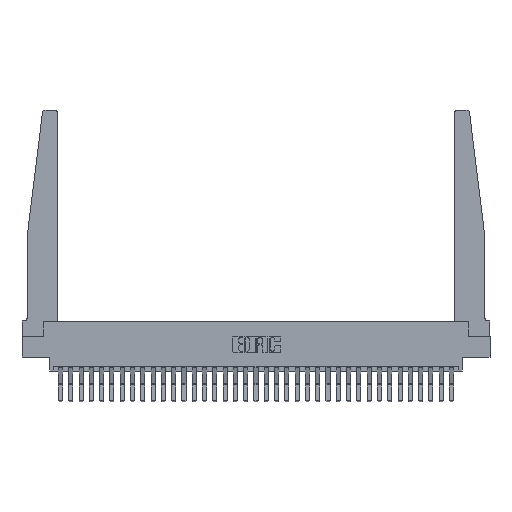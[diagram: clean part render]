
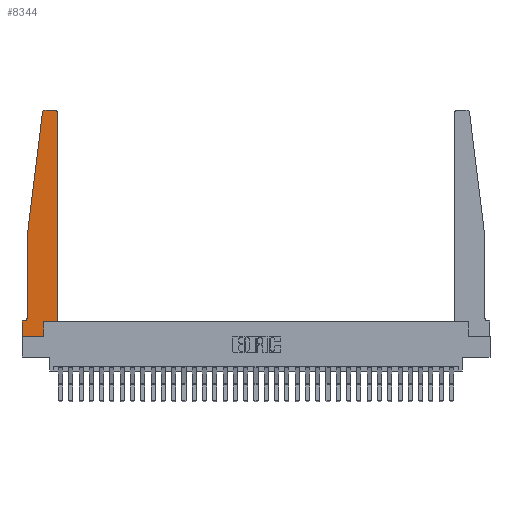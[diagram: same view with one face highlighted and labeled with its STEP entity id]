
A CAD part, top view. The second image highlights one B-rep face of the part: STEP entity #8344.
In plain terms, the highlighted planar face has unit normal (0, 0, 1).
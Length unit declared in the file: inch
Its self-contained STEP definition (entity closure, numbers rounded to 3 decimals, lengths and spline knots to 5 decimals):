
#205 = EDGE_CURVE ( 'NONE', #8976, #7243, #4405, .T. ) ;
#764 = CARTESIAN_POINT ( 'NONE',  ( 0.2605, 0., 0.37 ) ) ;
#1575 = CARTESIAN_POINT ( 'NONE',  ( 0.395, 2.75, 0.37 ) ) ;
#1649 = DIRECTION ( 'NONE',  ( 1., 0., 0. ) ) ;
#1787 = EDGE_CURVE ( 'NONE', #5643, #6413, #14786, .T. ) ;
#1965 = DIRECTION ( 'NONE',  ( 0., 0., 1. ) ) ;
#2262 = ORIENTED_EDGE ( 'NONE', *, *, #18304, .T. ) ;
#2441 = ORIENTED_EDGE ( 'NONE', *, *, #30248, .T. ) ;
#2460 = ORIENTED_EDGE ( 'NONE', *, *, #1787, .T. ) ;
#2695 = LINE ( 'NONE', #22345, #21031 ) ;
#3358 = LINE ( 'NONE', #24002, #27976 ) ;
#3701 = EDGE_CURVE ( 'NONE', #28902, #19081, #2695, .T. ) ;
#3798 = CARTESIAN_POINT ( 'NONE',  ( 0., 0., 0.37 ) ) ;
#4088 = ORIENTED_EDGE ( 'NONE', *, *, #3701, .T. ) ;
#4405 = LINE ( 'NONE', #18842, #28975 ) ;
#5222 = VERTEX_POINT ( 'NONE', #23731 ) ;
#5276 = CARTESIAN_POINT ( 'NONE',  ( 0.015, 0.1875, 0.37 ) ) ;
#5304 = CARTESIAN_POINT ( 'NONE',  ( 0.065, 0.2375, 0.37 ) ) ;
#5643 = VERTEX_POINT ( 'NONE', #25580 ) ;
#5676 = ORIENTED_EDGE ( 'NONE', *, *, #10140, .T. ) ;
#5689 = CARTESIAN_POINT ( 'NONE',  ( 0.425, 2.72, 0.37 ) ) ;
#5905 = EDGE_CURVE ( 'NONE', #7243, #5643, #3358, .T. ) ;
#6413 = VERTEX_POINT ( 'NONE', #30805 ) ;
#7243 = VERTEX_POINT ( 'NONE', #764 ) ;
#7276 = LINE ( 'NONE', #10900, #25595 ) ;
#7681 = CARTESIAN_POINT ( 'NONE',  ( 0.065, 0.1875, 0.37 ) ) ;
#8026 = CARTESIAN_POINT ( 'NONE',  ( 0.065, 1.25, 0.37 ) ) ;
#8344 = ADVANCED_FACE ( 'NONE', ( #25093 ), #30173, .T. ) ;
#8420 = VECTOR ( 'NONE', #10553, 39.37008 ) ;
#8518 = EDGE_LOOP ( 'NONE', ( #4088, #29873, #2262, #5676, #29671, #27091, #2441, #15660, #17344, #2460, #10997, #19401 ) ) ;
#8971 = AXIS2_PLACEMENT_3D ( 'NONE', #16290, #1965, #18677 ) ;
#8976 = VERTEX_POINT ( 'NONE', #3798 ) ;
#10090 = DIRECTION ( 'NONE',  ( -1., 0., 0. ) ) ;
#10140 = EDGE_CURVE ( 'NONE', #26514, #22000, #29093, .T. ) ;
#10432 = DIRECTION ( 'NONE',  ( -0.122, -0.992, 0. ) ) ;
#10522 = AXIS2_PLACEMENT_3D ( 'NONE', #28283, #14069, #30670 ) ;
#10553 = DIRECTION ( 'NONE',  ( 1., 0., 0. ) ) ;
#10900 = CARTESIAN_POINT ( 'NONE',  ( 0., 0., 0.37 ) ) ;
#10997 = ORIENTED_EDGE ( 'NONE', *, *, #14805, .T. ) ;
#11157 = CARTESIAN_POINT ( 'NONE',  ( 0., 0.1875, 0.37 ) ) ;
#11170 = EDGE_CURVE ( 'NONE', #24673, #28902, #22753, .T. ) ;
#11433 = VERTEX_POINT ( 'NONE', #5276 ) ;
#11669 = LINE ( 'NONE', #7681, #24334 ) ;
#11676 = CARTESIAN_POINT ( 'NONE',  ( 0.395, 2.72, 0.37 ) ) ;
#12668 = CARTESIAN_POINT ( 'NONE',  ( 0.065, 1.25, 0.37 ) ) ;
#12997 = AXIS2_PLACEMENT_3D ( 'NONE', #11157, #15970, #1649 ) ;
#13994 = CARTESIAN_POINT ( 'NONE',  ( 0.425, 0.18, 0.37 ) ) ;
#14069 = DIRECTION ( 'NONE',  ( 0., 0., -1. ) ) ;
#14075 = DIRECTION ( 'NONE',  ( 1., 0., 0. ) ) ;
#14531 = DIRECTION ( 'NONE',  ( 0., 1., 0. ) ) ;
#14628 = AXIS2_PLACEMENT_3D ( 'NONE', #11676, #28293, #14075 ) ;
#14786 = LINE ( 'NONE', #22460, #8420 ) ;
#14805 = EDGE_CURVE ( 'NONE', #6413, #24673, #30451, .T. ) ;
#15660 = ORIENTED_EDGE ( 'NONE', *, *, #205, .T. ) ;
#15970 = DIRECTION ( 'NONE',  ( 0., 0., 1. ) ) ;
#16290 = CARTESIAN_POINT ( 'NONE',  ( 0.27653, 2.72, 0.37 ) ) ;
#17068 = VECTOR ( 'NONE', #23542, 39.37008 ) ;
#17108 = CARTESIAN_POINT ( 'NONE',  ( 0.24675, 2.72367, 0.37 ) ) ;
#17344 = ORIENTED_EDGE ( 'NONE', *, *, #5905, .T. ) ;
#18304 = EDGE_CURVE ( 'NONE', #21226, #26514, #19476, .T. ) ;
#18595 = CARTESIAN_POINT ( 'NONE',  ( 0.27653, 2.75, 0.37 ) ) ;
#18607 = EDGE_CURVE ( 'NONE', #19081, #21226, #29465, .T. ) ;
#18677 = DIRECTION ( 'NONE',  ( 1., 0., 0. ) ) ;
#18842 = CARTESIAN_POINT ( 'NONE',  ( 0., 0., 0.37 ) ) ;
#19081 = VERTEX_POINT ( 'NONE', #18595 ) ;
#19401 = ORIENTED_EDGE ( 'NONE', *, *, #11170, .T. ) ;
#19476 = LINE ( 'NONE', #8026, #25798 ) ;
#21031 = VECTOR ( 'NONE', #29371, 39.37008 ) ;
#21226 = VERTEX_POINT ( 'NONE', #17108 ) ;
#22000 = VERTEX_POINT ( 'NONE', #5304 ) ;
#22345 = CARTESIAN_POINT ( 'NONE',  ( 0.25, 2.75, 0.37 ) ) ;
#22460 = CARTESIAN_POINT ( 'NONE',  ( 0.425, 0.18, 0.37 ) ) ;
#22753 = CIRCLE ( 'NONE', #14628, 0.03 ) ;
#23542 = DIRECTION ( 'NONE',  ( 0., 1., 0. ) ) ;
#23544 = VECTOR ( 'NONE', #29288, 39.37008 ) ;
#23731 = CARTESIAN_POINT ( 'NONE',  ( 0., 0.1875, 0.37 ) ) ;
#24002 = CARTESIAN_POINT ( 'NONE',  ( 0.2605, 0.18, 0.37 ) ) ;
#24334 = VECTOR ( 'NONE', #10090, 39.37008 ) ;
#24673 = VERTEX_POINT ( 'NONE', #5689 ) ;
#25093 = FACE_OUTER_BOUND ( 'NONE', #8518, .T. ) ;
#25580 = CARTESIAN_POINT ( 'NONE',  ( 0.2605, 0.18, 0.37 ) ) ;
#25595 = VECTOR ( 'NONE', #29925, 39.37008 ) ;
#25798 = VECTOR ( 'NONE', #10432, 39.37008 ) ;
#26277 = EDGE_CURVE ( 'NONE', #11433, #5222, #11669, .T. ) ;
#26514 = VERTEX_POINT ( 'NONE', #27672 ) ;
#27091 = ORIENTED_EDGE ( 'NONE', *, *, #26277, .T. ) ;
#27672 = CARTESIAN_POINT ( 'NONE',  ( 0.065, 1.25, 0.37 ) ) ;
#27840 = CIRCLE ( 'NONE', #10522, 0.05 ) ;
#27976 = VECTOR ( 'NONE', #14531, 39.37008 ) ;
#28283 = CARTESIAN_POINT ( 'NONE',  ( 0.015, 0.2375, 0.37 ) ) ;
#28293 = DIRECTION ( 'NONE',  ( 0., 0., 1. ) ) ;
#28364 = DIRECTION ( 'NONE',  ( 1., 0., 0. ) ) ;
#28902 = VERTEX_POINT ( 'NONE', #1575 ) ;
#28975 = VECTOR ( 'NONE', #28364, 39.37008 ) ;
#29093 = LINE ( 'NONE', #12668, #23544 ) ;
#29288 = DIRECTION ( 'NONE',  ( 0., -1., 0. ) ) ;
#29371 = DIRECTION ( 'NONE',  ( -1., 0., 0. ) ) ;
#29465 = CIRCLE ( 'NONE', #8971, 0.03 ) ;
#29671 = ORIENTED_EDGE ( 'NONE', *, *, #29721, .T. ) ;
#29721 = EDGE_CURVE ( 'NONE', #22000, #11433, #27840, .T. ) ;
#29873 = ORIENTED_EDGE ( 'NONE', *, *, #18607, .T. ) ;
#29925 = DIRECTION ( 'NONE',  ( 0., -1., 0. ) ) ;
#30173 = PLANE ( 'NONE',  #12997 ) ;
#30248 = EDGE_CURVE ( 'NONE', #5222, #8976, #7276, .T. ) ;
#30451 = LINE ( 'NONE', #13994, #17068 ) ;
#30670 = DIRECTION ( 'NONE',  ( -1., 0., 0. ) ) ;
#30805 = CARTESIAN_POINT ( 'NONE',  ( 0.425, 0.18, 0.37 ) ) ;
